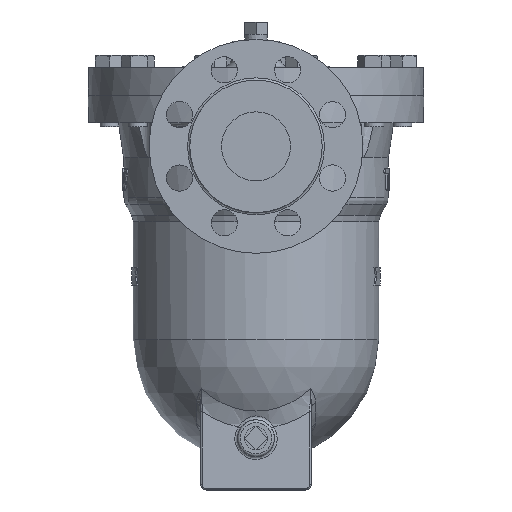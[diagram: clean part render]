
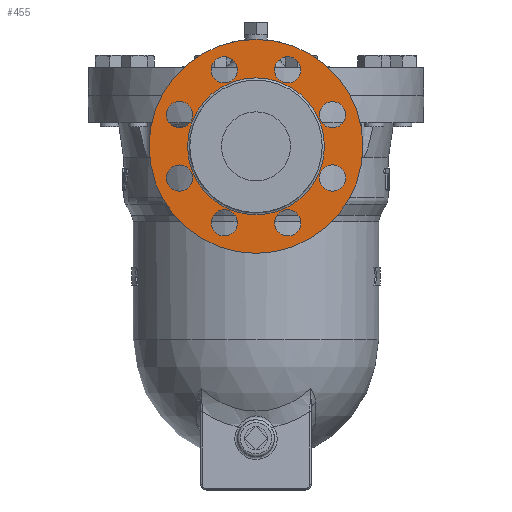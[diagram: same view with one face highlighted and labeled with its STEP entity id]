
A CAD part, left-side view. The second image highlights one B-rep face of the part: STEP entity #455.
In plain terms, the highlighted planar face has unit normal (-1, 0, 0).
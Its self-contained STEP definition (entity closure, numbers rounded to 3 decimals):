
#325=CARTESIAN_POINT('',(-175.,0.0,12.6));
#326=VERTEX_POINT('',#325);
#327=CARTESIAN_POINT('',(-175.,0.0,-37.));
#328=DIRECTION('',(-1.0,0.0,0.0));
#329=DIRECTION('',(0.0,0.0,-1.0));
#330=AXIS2_PLACEMENT_3D('',#327,#328,#329);
#331=CIRCLE('',#330,49.6);
#332=EDGE_CURVE('',#326,#326,#331,.T.);
#348=CARTESIAN_POINT('',(-175.,0.0,25.75));
#349=DIRECTION('',(-1.0,0.0,0.0));
#350=DIRECTION('',(0.0,0.0,1.0));
#351=AXIS2_PLACEMENT_3D('',#348,#349,#350);
#352=PLANE('',#351);
#353=CARTESIAN_POINT('',(-175.,0.0,40.5));
#354=VERTEX_POINT('',#353);
#355=CARTESIAN_POINT('',(-175.0,0.0,-37.));
#356=DIRECTION('',(-1.0,0.0,0.0));
#357=DIRECTION('',(0.0,0.0,1.0));
#358=AXIS2_PLACEMENT_3D('',#355,#356,#357);
#359=CIRCLE('',#358,77.5);
#360=EDGE_CURVE('',#354,#354,#359,.T.);
#361=ORIENTED_EDGE('',*,*,#360,.T.);
#362=EDGE_LOOP('',(#361));
#363=FACE_OUTER_BOUND('',#362,.T.);
#364=CARTESIAN_POINT('',(-175.,22.961,27.933));
#365=VERTEX_POINT('',#364);
#366=CARTESIAN_POINT('',(-175.0,22.961,18.433));
#367=DIRECTION('',(1.0,0.0,0.0));
#368=DIRECTION('',(0.0,0.0,1.0));
#369=AXIS2_PLACEMENT_3D('',#366,#367,#368);
#370=CIRCLE('',#369,9.5);
#371=EDGE_CURVE('',#365,#365,#370,.T.);
#372=ORIENTED_EDGE('',*,*,#371,.T.);
#373=EDGE_LOOP('',(#372));
#374=FACE_BOUND('',#373,.T.);
#375=CARTESIAN_POINT('',(-175.,62.15,-7.321));
#376=VERTEX_POINT('',#375);
#377=CARTESIAN_POINT('',(-175.0,55.433,-14.039));
#378=DIRECTION('',(1.,0.,0.));
#379=DIRECTION('',(0.,0.707,0.707));
#380=AXIS2_PLACEMENT_3D('',#377,#378,#379);
#381=CIRCLE('',#380,9.5);
#382=EDGE_CURVE('',#376,#376,#381,.T.);
#383=ORIENTED_EDGE('',*,*,#382,.T.);
#384=EDGE_LOOP('',(#383));
#385=FACE_BOUND('',#384,.T.);
#386=CARTESIAN_POINT('',(-175.,64.933,-59.961));
#387=VERTEX_POINT('',#386);
#388=CARTESIAN_POINT('',(-175.0,55.433,-59.961));
#389=DIRECTION('',(1.0,0.0,0.0));
#390=DIRECTION('',(0.0,1.0,0.0));
#391=AXIS2_PLACEMENT_3D('',#388,#389,#390);
#392=CIRCLE('',#391,9.5);
#393=EDGE_CURVE('',#387,#387,#392,.T.);
#394=ORIENTED_EDGE('',*,*,#393,.T.);
#395=EDGE_LOOP('',(#394));
#396=FACE_BOUND('',#395,.T.);
#397=CARTESIAN_POINT('',(-175.,29.679,-99.15));
#398=VERTEX_POINT('',#397);
#399=CARTESIAN_POINT('',(-175.0,22.961,-92.433));
#400=DIRECTION('',(1.,0.,0.));
#401=DIRECTION('',(0.,0.707,-0.707));
#402=AXIS2_PLACEMENT_3D('',#399,#400,#401);
#403=CIRCLE('',#402,9.5);
#404=EDGE_CURVE('',#398,#398,#403,.T.);
#405=ORIENTED_EDGE('',*,*,#404,.T.);
#406=EDGE_LOOP('',(#405));
#407=FACE_BOUND('',#406,.T.);
#408=CARTESIAN_POINT('',(-175.,-22.961,-101.933));
#409=VERTEX_POINT('',#408);
#410=CARTESIAN_POINT('',(-175.0,-22.961,-92.433));
#411=DIRECTION('',(1.0,0.0,0.0));
#412=DIRECTION('',(0.0,0.0,-1.0));
#413=AXIS2_PLACEMENT_3D('',#410,#411,#412);
#414=CIRCLE('',#413,9.5);
#415=EDGE_CURVE('',#409,#409,#414,.T.);
#416=ORIENTED_EDGE('',*,*,#415,.T.);
#417=EDGE_LOOP('',(#416));
#418=FACE_BOUND('',#417,.T.);
#419=CARTESIAN_POINT('',(-175.,-62.15,-66.679));
#420=VERTEX_POINT('',#419);
#421=CARTESIAN_POINT('',(-175.0,-55.433,-59.961));
#422=DIRECTION('',(1.0,0.,0.));
#423=DIRECTION('',(0.,-0.707,-0.707));
#424=AXIS2_PLACEMENT_3D('',#421,#422,#423);
#425=CIRCLE('',#424,9.5);
#426=EDGE_CURVE('',#420,#420,#425,.T.);
#427=ORIENTED_EDGE('',*,*,#426,.T.);
#428=EDGE_LOOP('',(#427));
#429=FACE_BOUND('',#428,.T.);
#430=CARTESIAN_POINT('',(-175.,-64.933,-14.039));
#431=VERTEX_POINT('',#430);
#432=CARTESIAN_POINT('',(-175.0,-55.433,-14.039));
#433=DIRECTION('',(1.0,0.0,0.0));
#434=DIRECTION('',(0.0,-1.0,0.0));
#435=AXIS2_PLACEMENT_3D('',#432,#433,#434);
#436=CIRCLE('',#435,9.5);
#437=EDGE_CURVE('',#431,#431,#436,.T.);
#438=ORIENTED_EDGE('',*,*,#437,.T.);
#439=EDGE_LOOP('',(#438));
#440=FACE_BOUND('',#439,.T.);
#441=CARTESIAN_POINT('',(-175.,-29.679,25.15));
#442=VERTEX_POINT('',#441);
#443=CARTESIAN_POINT('',(-175.0,-22.961,18.433));
#444=DIRECTION('',(1.0,0.,0.));
#445=DIRECTION('',(0.,-0.707,0.707));
#446=AXIS2_PLACEMENT_3D('',#443,#444,#445);
#447=CIRCLE('',#446,9.5);
#448=EDGE_CURVE('',#442,#442,#447,.T.);
#449=ORIENTED_EDGE('',*,*,#448,.T.);
#450=EDGE_LOOP('',(#449));
#451=FACE_BOUND('',#450,.T.);
#452=ORIENTED_EDGE('',*,*,#332,.F.);
#453=EDGE_LOOP('',(#452));
#454=FACE_BOUND('',#453,.T.);
#455=ADVANCED_FACE('',(#363,#374,#385,#396,#407,#418,#429,#440,#451,#454),#352,.T.);
